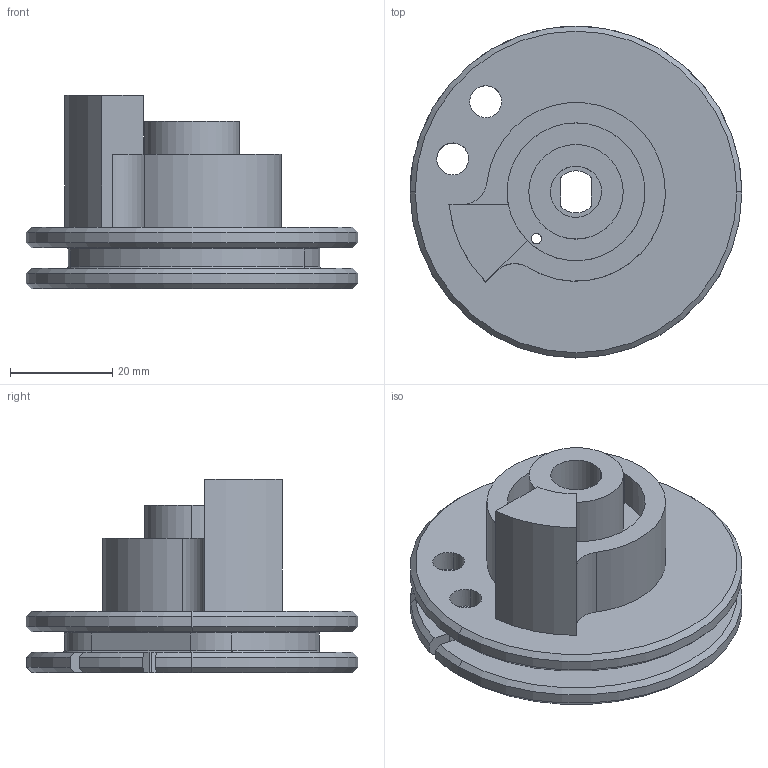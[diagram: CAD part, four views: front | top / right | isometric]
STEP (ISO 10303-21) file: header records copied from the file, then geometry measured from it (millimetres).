
FILE_DESCRIPTION(('CATIA V5 STEP Exchange'),'2;1');
FILE_NAME('Papillon.stp','2023-01-02T15:44:45+00:00',('none'),('none'),'Version 5-6 Release 2012','CATIA V5 STEP AP203','none');
FILE_SCHEMA(('CONFIG_CONTROL_DESIGN'));
Length unit declared in the file: millimetre
Products named in the file (1): Part1
Bounding box: 65 x 65 x 37.8 mm (x, y, z)
Volume: 40925.2 mm3; surface area: 16583.5 mm2
Topology: 1 solids, 1 shells, 83 faces, 213 edges, 140 vertices
Faces by surface type: cylinder 42, plane 19, cone 14, torus 8
Entity records: 2419 total; most frequent: CARTESIAN_POINT 450, ORIENTED_EDGE 426, DIRECTION 325, EDGE_CURVE 213, AXIS2_PLACEMENT_3D 183, VERTEX_POINT 138, CIRCLE 122, EDGE_LOOP 97
